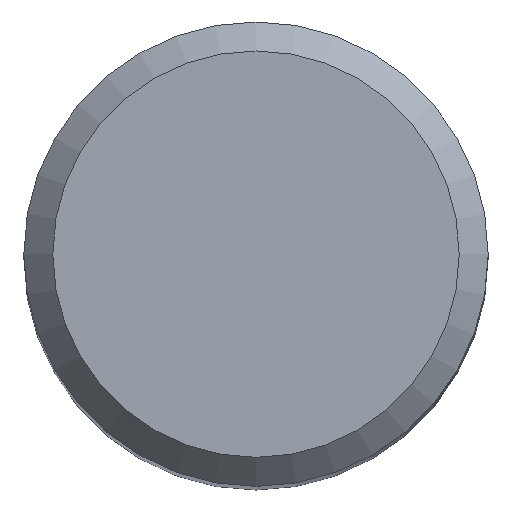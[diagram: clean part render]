
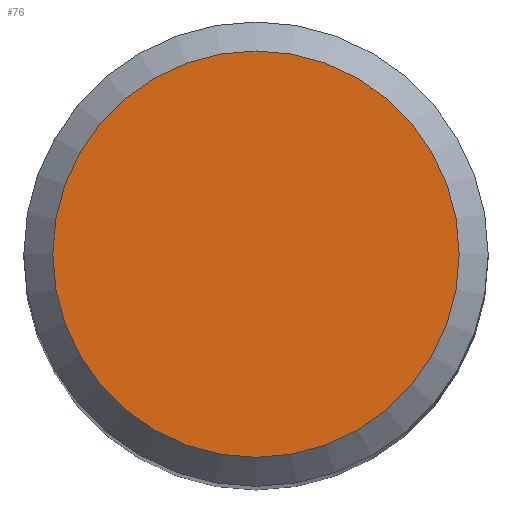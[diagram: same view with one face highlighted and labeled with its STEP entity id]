
A CAD part, top view. The second image highlights one B-rep face of the part: STEP entity #76.
In plain terms, the highlighted planar face has unit normal (0, 0, 1).
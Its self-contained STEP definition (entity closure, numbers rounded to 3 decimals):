
#47=PLANE('',#352);
#54=FACE_OUTER_BOUND('',#154,.T.);
#76=ADVANCED_FACE('',(#54),#47,.F.);
#154=EDGE_LOOP('',(#202));
#202=ORIENTED_EDGE('',*,*,#273,.T.);
#248=VERTEX_POINT('',#518);
#273=EDGE_CURVE('',#248,#248,#297,.T.);
#297=CIRCLE('',#350,3.5);
#350=AXIS2_PLACEMENT_3D('',#517,#412,#413);
#352=AXIS2_PLACEMENT_3D('',#520,#416,#417);
#412=DIRECTION('',(0.,0.,1.));
#413=DIRECTION('',(1.,0.,0.));
#416=DIRECTION('',(0.,0.,-1.));
#417=DIRECTION('',(1.,0.,0.));
#517=CARTESIAN_POINT('',(0.,0.,36.));
#518=CARTESIAN_POINT('',(3.5,0.,36.));
#520=CARTESIAN_POINT('',(0.,3.5,36.));
